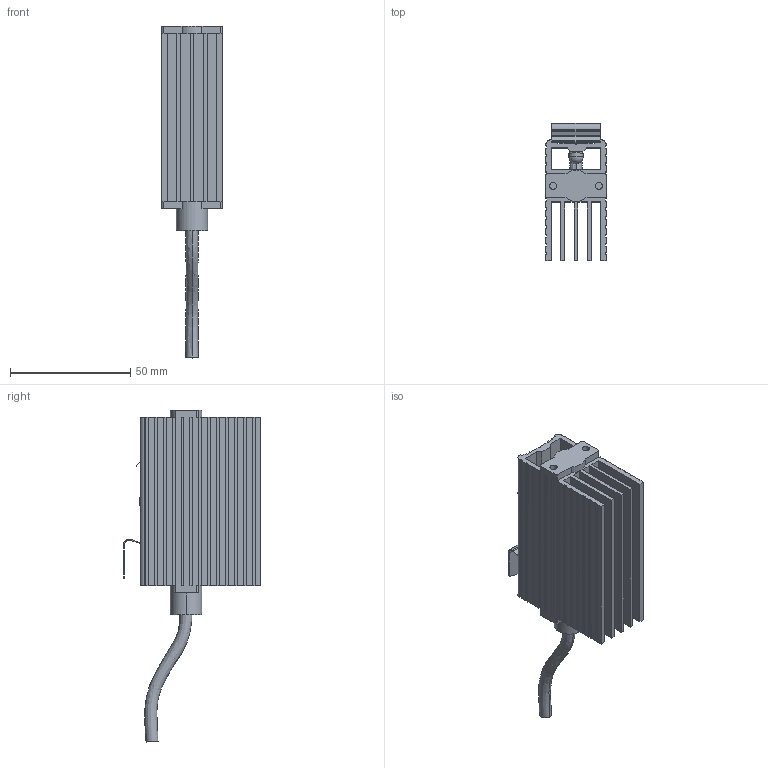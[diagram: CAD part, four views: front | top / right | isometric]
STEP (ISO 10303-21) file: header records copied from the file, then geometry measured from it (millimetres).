
FILE_DESCRIPTION(('STEP AP242'),'1');
FILE_NAME('nsycr10wu1.stp','2020-12-23T10:16:30',('TraceParts'),('TraceParts S.A.'),'Spatial InterOp 3D',' ',' ');
FILE_SCHEMA(('AP242_MANAGED_MODEL_BASED_3D_ENGINEERING_MIM_LF {1 0 10303 442 1 1 4}'));
Length unit declared in the file: millimetre
Products named in the file (1): nsycr10wu1
Bounding box: 25 x 56.9 x 137.91 mm (x, y, z)
Volume: 49402.8 mm3; surface area: 35116.1 mm2
Topology: 1 solids, 1 shells, 272 faces, 770 edges, 500 vertices
Faces by surface type: plane 207, cylinder 54, cone 6, torus 2, bspline 2, sphere 1
Entity records: 9103 total; most frequent: CARTESIAN_POINT 1985, ORIENTED_EDGE 1528, DIRECTION 1408, EDGE_CURVE 764, LINE 622, VECTOR 622, VERTEX_POINT 500, AXIS2_PLACEMENT_3D 393
